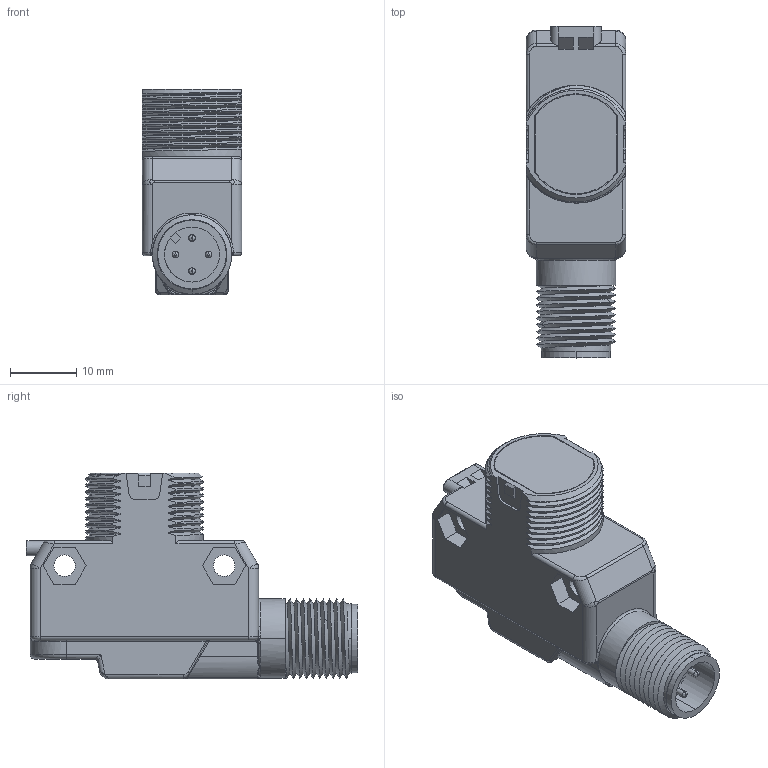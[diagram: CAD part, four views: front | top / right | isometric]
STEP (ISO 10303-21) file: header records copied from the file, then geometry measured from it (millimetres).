
FILE_DESCRIPTION((''),'2;1');
FILE_NAME('139469_SW','2008-05-07T',('banengservice'),('BANNER ENGINEERING'),'PRO/ENGINEER BY PARAMETRIC TECHNOLOGY CORPORATION, 2006170','PRO/ENGINEER BY PARAMETRIC TECHNOLOGY CORPORATION, 2006170','');
FILE_SCHEMA(('CONFIG_CONTROL_DESIGN'));
Length unit declared in the file: inch
Products named in the file (1): 139469_SW
Bounding box: 15 x 50.11 x 31.1 mm (x, y, z)
Volume: 12208.5 mm3; surface area: 5222.9 mm2
Topology: 1 solids, 1 shells, 387 faces, 968 edges, 595 vertices
Faces by surface type: cylinder 129, bspline 120, plane 100, torus 25, sphere 10, cone 3
Entity records: 21973 total; most frequent: CARTESIAN_POINT 13576, ORIENTED_EDGE 1932, DIRECTION 1427, EDGE_CURVE 966, VERTEX_POINT 595, AXIS2_PLACEMENT_3D 503, VECTOR 421, LINE 421
